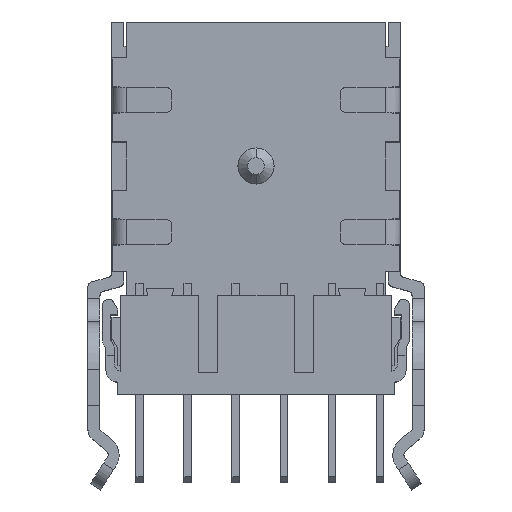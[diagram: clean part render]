
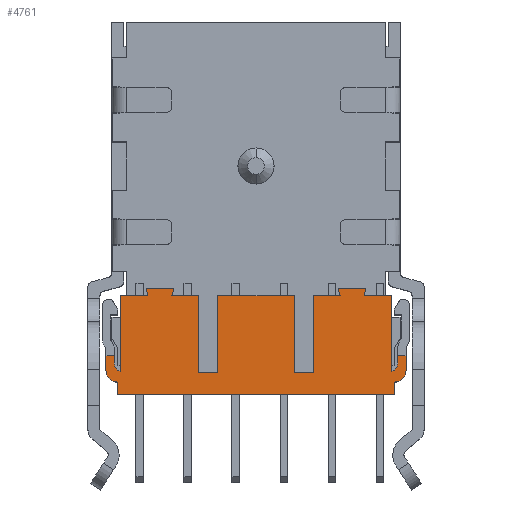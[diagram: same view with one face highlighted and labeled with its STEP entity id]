
A CAD part, top view. The second image highlights one B-rep face of the part: STEP entity #4761.
In plain terms, the highlighted planar face has unit normal (0, 0, 1).
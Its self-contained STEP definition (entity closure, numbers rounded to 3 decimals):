
#1100 = VERTEX_POINT('',#1101);
#1101 = CARTESIAN_POINT('',(2.4,-5.4,5.25));
#1107 = EDGE_CURVE('',#1108,#1100,#1110,.T.);
#1108 = VERTEX_POINT('',#1109);
#1109 = CARTESIAN_POINT('',(3.5,-5.4,5.25));
#1110 = LINE('',#1111,#1112);
#1111 = CARTESIAN_POINT('',(0.075,-5.4,5.25));
#1112 = VECTOR('',#1113,1.);
#1113 = DIRECTION('',(-1.,0.,0.));
#1132 = VERTEX_POINT('',#1133);
#1133 = CARTESIAN_POINT('',(4.5,-5.4,5.25));
#1139 = EDGE_CURVE('',#1140,#1132,#1142,.T.);
#1140 = VERTEX_POINT('',#1141);
#1141 = CARTESIAN_POINT('',(5.65,-5.4,5.25));
#1142 = LINE('',#1143,#1144);
#1143 = CARTESIAN_POINT('',(0.075,-5.4,5.25));
#1144 = VECTOR('',#1145,1.);
#1145 = DIRECTION('',(-1.,0.,0.));
#1269 = VERTEX_POINT('',#1270);
#1270 = CARTESIAN_POINT('',(-2.4,-5.4,5.25));
#1335 = VERTEX_POINT('',#1336);
#1336 = CARTESIAN_POINT('',(-5.65,-5.4,5.25));
#1342 = EDGE_CURVE('',#1343,#1335,#1345,.T.);
#1343 = VERTEX_POINT('',#1344);
#1344 = CARTESIAN_POINT('',(-4.5,-5.4,5.25));
#1345 = LINE('',#1346,#1347);
#1346 = CARTESIAN_POINT('',(0.075,-5.4,5.25));
#1347 = VECTOR('',#1348,1.);
#1348 = DIRECTION('',(-1.,0.,0.));
#1367 = VERTEX_POINT('',#1368);
#1368 = CARTESIAN_POINT('',(-3.5,-5.4,5.25));
#1374 = EDGE_CURVE('',#1269,#1367,#1375,.T.);
#1375 = LINE('',#1376,#1377);
#1376 = CARTESIAN_POINT('',(0.075,-5.4,5.25));
#1377 = VECTOR('',#1378,1.);
#1378 = DIRECTION('',(-1.,0.,0.));
#3412 = VERTEX_POINT('',#3413);
#3413 = CARTESIAN_POINT('',(1.6,-5.4,5.25));
#3421 = VERTEX_POINT('',#3422);
#3422 = CARTESIAN_POINT('',(-1.6,-5.4,5.25));
#3428 = EDGE_CURVE('',#3412,#3421,#3429,.T.);
#3429 = LINE('',#3430,#3431);
#3430 = CARTESIAN_POINT('',(0.075,-5.4,5.25));
#3431 = VECTOR('',#3432,1.);
#3432 = DIRECTION('',(-1.,0.,0.));
#3454 = EDGE_CURVE('',#3455,#3457,#3459,.T.);
#3455 = VERTEX_POINT('',#3456);
#3456 = CARTESIAN_POINT('',(5.9,-8.2,5.25));
#3457 = VERTEX_POINT('',#3458);
#3458 = CARTESIAN_POINT('',(5.65,-8.571,5.25));
#3459 = CIRCLE('',#3460,0.4);
#3460 = AXIS2_PLACEMENT_3D('',#3461,#3462,#3463);
#3461 = CARTESIAN_POINT('',(5.5,-8.2,5.25));
#3462 = DIRECTION('',(0.,0.,-1.));
#3463 = DIRECTION('',(-1.,0.,0.));
#3503 = EDGE_CURVE('',#3504,#3455,#3506,.T.);
#3504 = VERTEX_POINT('',#3505);
#3505 = CARTESIAN_POINT('',(5.9,-7.9,5.25));
#3506 = LINE('',#3507,#3508);
#3507 = CARTESIAN_POINT('',(5.9,-7.3,5.25));
#3508 = VECTOR('',#3509,1.);
#3509 = DIRECTION('',(0.,-1.,0.));
#3534 = VERTEX_POINT('',#3535);
#3535 = CARTESIAN_POINT('',(-5.65,-8.571,5.25));
#3541 = EDGE_CURVE('',#3534,#3542,#3544,.T.);
#3542 = VERTEX_POINT('',#3543);
#3543 = CARTESIAN_POINT('',(-5.9,-8.2,5.25));
#3544 = CIRCLE('',#3545,0.4);
#3545 = AXIS2_PLACEMENT_3D('',#3546,#3547,#3548);
#3546 = CARTESIAN_POINT('',(-5.5,-8.2,5.25));
#3547 = DIRECTION('',(0.,0.,-1.));
#3548 = DIRECTION('',(-1.,0.,0.));
#3631 = VERTEX_POINT('',#3632);
#3632 = CARTESIAN_POINT('',(-5.9,-7.9,5.25));
#3638 = EDGE_CURVE('',#3631,#3542,#3639,.T.);
#3639 = LINE('',#3640,#3641);
#3640 = CARTESIAN_POINT('',(-5.9,-7.929,5.25));
#3641 = VECTOR('',#3642,1.);
#3642 = DIRECTION('',(0.,-1.,0.));
#3677 = VERTEX_POINT('',#3678);
#3678 = CARTESIAN_POINT('',(-2.4,-8.6,5.25));
#3686 = EDGE_CURVE('',#3677,#1269,#3687,.T.);
#3687 = LINE('',#3688,#3689);
#3688 = CARTESIAN_POINT('',(-2.4,-7.3,5.25));
#3689 = VECTOR('',#3690,1.);
#3690 = DIRECTION('',(-0.,1.,-0.));
#3703 = VERTEX_POINT('',#3704);
#3704 = CARTESIAN_POINT('',(2.4,-8.6,5.25));
#3710 = EDGE_CURVE('',#1100,#3703,#3711,.T.);
#3711 = LINE('',#3712,#3713);
#3712 = CARTESIAN_POINT('',(2.4,-7.3,5.25));
#3713 = VECTOR('',#3714,1.);
#3714 = DIRECTION('',(0.,-1.,0.));
#3725 = VERTEX_POINT('',#3726);
#3726 = CARTESIAN_POINT('',(1.6,-8.6,5.25));
#3734 = EDGE_CURVE('',#3725,#3412,#3735,.T.);
#3735 = LINE('',#3736,#3737);
#3736 = CARTESIAN_POINT('',(1.6,-7.3,5.25));
#3737 = VECTOR('',#3738,1.);
#3738 = DIRECTION('',(-0.,1.,-0.));
#3751 = VERTEX_POINT('',#3752);
#3752 = CARTESIAN_POINT('',(-1.6,-8.6,5.25));
#3758 = EDGE_CURVE('',#3421,#3751,#3759,.T.);
#3759 = LINE('',#3760,#3761);
#3760 = CARTESIAN_POINT('',(-1.6,-7.3,5.25));
#3761 = VECTOR('',#3762,1.);
#3762 = DIRECTION('',(0.,-1.,0.));
#3775 = EDGE_CURVE('',#3703,#3725,#3776,.T.);
#3776 = LINE('',#3777,#3778);
#3777 = CARTESIAN_POINT('',(0.075,-8.6,5.25));
#3778 = VECTOR('',#3779,1.);
#3779 = DIRECTION('',(-1.,0.,0.));
#3792 = EDGE_CURVE('',#3751,#3677,#3793,.T.);
#3793 = LINE('',#3794,#3795);
#3794 = CARTESIAN_POINT('',(0.075,-8.6,5.25));
#3795 = VECTOR('',#3796,1.);
#3796 = DIRECTION('',(-1.,0.,0.));
#4238 = EDGE_CURVE('',#1367,#4239,#4241,.T.);
#4239 = VERTEX_POINT('',#4240);
#4240 = CARTESIAN_POINT('',(-3.42,-5.1,5.25));
#4241 = LINE('',#4242,#4243);
#4242 = CARTESIAN_POINT('',(-3.5,-5.4,5.25));
#4243 = VECTOR('',#4244,1.);
#4244 = DIRECTION('',(0.259,0.966,0.));
#4262 = EDGE_CURVE('',#4239,#4263,#4265,.T.);
#4263 = VERTEX_POINT('',#4264);
#4264 = CARTESIAN_POINT('',(-4.58,-5.1,5.25));
#4265 = LINE('',#4266,#4267);
#4266 = CARTESIAN_POINT('',(0.075,-5.1,5.25));
#4267 = VECTOR('',#4268,1.);
#4268 = DIRECTION('',(-1.,0.,0.));
#4286 = EDGE_CURVE('',#4263,#1343,#4287,.T.);
#4287 = LINE('',#4288,#4289);
#4288 = CARTESIAN_POINT('',(-4.58,-5.1,5.25));
#4289 = VECTOR('',#4290,1.);
#4290 = DIRECTION('',(0.259,-0.966,0.));
#4304 = EDGE_CURVE('',#1335,#3534,#4305,.T.);
#4305 = LINE('',#4306,#4307);
#4306 = CARTESIAN_POINT('',(-5.65,-7.3,5.25));
#4307 = VECTOR('',#4308,1.);
#4308 = DIRECTION('',(0.,-1.,0.));
#4322 = EDGE_CURVE('',#3457,#1140,#4323,.T.);
#4323 = LINE('',#4324,#4325);
#4324 = CARTESIAN_POINT('',(5.65,-7.3,5.25));
#4325 = VECTOR('',#4326,1.);
#4326 = DIRECTION('',(-0.,1.,-0.));
#4337 = EDGE_CURVE('',#1132,#4338,#4340,.T.);
#4338 = VERTEX_POINT('',#4339);
#4339 = CARTESIAN_POINT('',(4.58,-5.1,5.25));
#4340 = LINE('',#4341,#4342);
#4341 = CARTESIAN_POINT('',(4.5,-5.4,5.25));
#4342 = VECTOR('',#4343,1.);
#4343 = DIRECTION('',(0.259,0.966,0.));
#4361 = EDGE_CURVE('',#4338,#4362,#4364,.T.);
#4362 = VERTEX_POINT('',#4363);
#4363 = CARTESIAN_POINT('',(3.42,-5.1,5.25));
#4364 = LINE('',#4365,#4366);
#4365 = CARTESIAN_POINT('',(0.075,-5.1,5.25));
#4366 = VECTOR('',#4367,1.);
#4367 = DIRECTION('',(-1.,0.,0.));
#4385 = EDGE_CURVE('',#4362,#1108,#4386,.T.);
#4386 = LINE('',#4387,#4388);
#4387 = CARTESIAN_POINT('',(3.42,-5.1,5.25));
#4388 = VECTOR('',#4389,1.);
#4389 = DIRECTION('',(0.259,-0.966,0.));
#4403 = VERTEX_POINT('',#4404);
#4404 = CARTESIAN_POINT('',(6.25,-7.9,5.25));
#4412 = EDGE_CURVE('',#4413,#4403,#4415,.T.);
#4413 = VERTEX_POINT('',#4414);
#4414 = CARTESIAN_POINT('',(6.25,-8.5,5.25));
#4415 = LINE('',#4416,#4417);
#4416 = CARTESIAN_POINT('',(6.25,-7.3,5.25));
#4417 = VECTOR('',#4418,1.);
#4418 = DIRECTION('',(-0.,1.,-0.));
#4442 = EDGE_CURVE('',#4443,#4413,#4445,.T.);
#4443 = VERTEX_POINT('',#4444);
#4444 = CARTESIAN_POINT('',(5.75,-9.,5.25));
#4445 = CIRCLE('',#4446,0.5);
#4446 = AXIS2_PLACEMENT_3D('',#4447,#4448,#4449);
#4447 = CARTESIAN_POINT('',(5.75,-8.5,5.25));
#4448 = DIRECTION('',(0.,-0.,1.));
#4449 = DIRECTION('',(-1.,0.,0.));
#4467 = EDGE_CURVE('',#4468,#4443,#4470,.T.);
#4468 = VERTEX_POINT('',#4469);
#4469 = CARTESIAN_POINT('',(5.75,-9.5,5.25));
#4470 = LINE('',#4471,#4472);
#4471 = CARTESIAN_POINT('',(5.75,-7.3,5.25));
#4472 = VECTOR('',#4473,1.);
#4473 = DIRECTION('',(-0.,1.,-0.));
#4696 = VERTEX_POINT('',#4697);
#4697 = CARTESIAN_POINT('',(-5.75,-9.5,5.25));
#4705 = EDGE_CURVE('',#4696,#4468,#4706,.T.);
#4706 = LINE('',#4707,#4708);
#4707 = CARTESIAN_POINT('',(0.075,-9.5,5.25));
#4708 = VECTOR('',#4709,1.);
#4709 = DIRECTION('',(1.,-0.,-0.));
#4719 = EDGE_CURVE('',#4720,#4696,#4722,.T.);
#4720 = VERTEX_POINT('',#4721);
#4721 = CARTESIAN_POINT('',(-5.75,-9.,5.25));
#4722 = LINE('',#4723,#4724);
#4723 = CARTESIAN_POINT('',(-5.75,-7.3,5.25));
#4724 = VECTOR('',#4725,1.);
#4725 = DIRECTION('',(0.,-1.,0.));
#4761 = ADVANCED_FACE('',(#4762),#4821,.T.);
#4762 = FACE_BOUND('',#4763,.T.);
#4763 = EDGE_LOOP('',(#4764,#4770,#4771,#4772,#4773,#4774,#4775,#4776,
    #4777,#4778,#4779,#4780,#4781,#4782,#4783,#4784,#4785,#4786,#4787,
    #4788,#4789,#4790,#4791,#4792,#4793,#4801,#4809,#4816,#4817,#4818,
    #4819,#4820));
#4764 = ORIENTED_EDGE('',*,*,#4765,.F.);
#4765 = EDGE_CURVE('',#3504,#4403,#4766,.T.);
#4766 = LINE('',#4767,#4768);
#4767 = CARTESIAN_POINT('',(6.4,-7.9,5.25));
#4768 = VECTOR('',#4769,1.);
#4769 = DIRECTION('',(1.,0.,0.));
#4770 = ORIENTED_EDGE('',*,*,#3503,.T.);
#4771 = ORIENTED_EDGE('',*,*,#3454,.T.);
#4772 = ORIENTED_EDGE('',*,*,#4322,.T.);
#4773 = ORIENTED_EDGE('',*,*,#1139,.T.);
#4774 = ORIENTED_EDGE('',*,*,#4337,.T.);
#4775 = ORIENTED_EDGE('',*,*,#4361,.T.);
#4776 = ORIENTED_EDGE('',*,*,#4385,.T.);
#4777 = ORIENTED_EDGE('',*,*,#1107,.T.);
#4778 = ORIENTED_EDGE('',*,*,#3710,.T.);
#4779 = ORIENTED_EDGE('',*,*,#3775,.T.);
#4780 = ORIENTED_EDGE('',*,*,#3734,.T.);
#4781 = ORIENTED_EDGE('',*,*,#3428,.T.);
#4782 = ORIENTED_EDGE('',*,*,#3758,.T.);
#4783 = ORIENTED_EDGE('',*,*,#3792,.T.);
#4784 = ORIENTED_EDGE('',*,*,#3686,.T.);
#4785 = ORIENTED_EDGE('',*,*,#1374,.T.);
#4786 = ORIENTED_EDGE('',*,*,#4238,.T.);
#4787 = ORIENTED_EDGE('',*,*,#4262,.T.);
#4788 = ORIENTED_EDGE('',*,*,#4286,.T.);
#4789 = ORIENTED_EDGE('',*,*,#1342,.T.);
#4790 = ORIENTED_EDGE('',*,*,#4304,.T.);
#4791 = ORIENTED_EDGE('',*,*,#3541,.T.);
#4792 = ORIENTED_EDGE('',*,*,#3638,.F.);
#4793 = ORIENTED_EDGE('',*,*,#4794,.F.);
#4794 = EDGE_CURVE('',#4795,#3631,#4797,.T.);
#4795 = VERTEX_POINT('',#4796);
#4796 = CARTESIAN_POINT('',(-6.25,-7.9,5.25));
#4797 = LINE('',#4798,#4799);
#4798 = CARTESIAN_POINT('',(-6.075,-7.9,5.25));
#4799 = VECTOR('',#4800,1.);
#4800 = DIRECTION('',(1.,0.,0.));
#4801 = ORIENTED_EDGE('',*,*,#4802,.F.);
#4802 = EDGE_CURVE('',#4803,#4795,#4805,.T.);
#4803 = VERTEX_POINT('',#4804);
#4804 = CARTESIAN_POINT('',(-6.25,-8.5,5.25));
#4805 = LINE('',#4806,#4807);
#4806 = CARTESIAN_POINT('',(-6.25,-8.079,5.25));
#4807 = VECTOR('',#4808,1.);
#4808 = DIRECTION('',(0.,1.,0.));
#4809 = ORIENTED_EDGE('',*,*,#4810,.F.);
#4810 = EDGE_CURVE('',#4720,#4803,#4811,.T.);
#4811 = CIRCLE('',#4812,0.5);
#4812 = AXIS2_PLACEMENT_3D('',#4813,#4814,#4815);
#4813 = CARTESIAN_POINT('',(-5.75,-8.5,5.25));
#4814 = DIRECTION('',(0.,0.,-1.));
#4815 = DIRECTION('',(-1.,0.,0.));
#4816 = ORIENTED_EDGE('',*,*,#4719,.T.);
#4817 = ORIENTED_EDGE('',*,*,#4705,.T.);
#4818 = ORIENTED_EDGE('',*,*,#4467,.T.);
#4819 = ORIENTED_EDGE('',*,*,#4442,.T.);
#4820 = ORIENTED_EDGE('',*,*,#4412,.T.);
#4821 = PLANE('',#4822);
#4822 = AXIS2_PLACEMENT_3D('',#4823,#4824,#4825);
#4823 = CARTESIAN_POINT('',(6.4,-5.1,5.25));
#4824 = DIRECTION('',(0.,0.,1.));
#4825 = DIRECTION('',(-1.,0.,0.));
